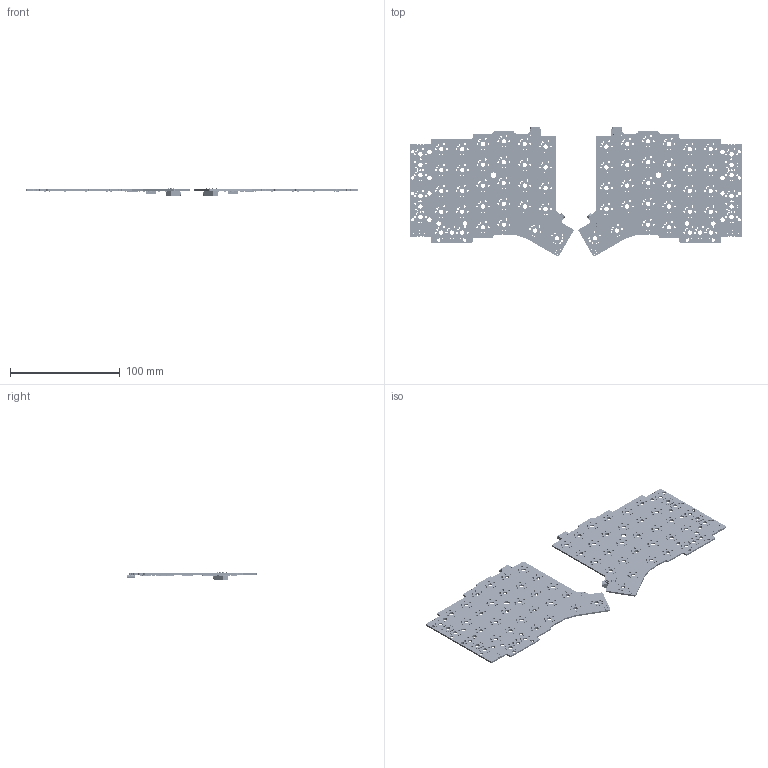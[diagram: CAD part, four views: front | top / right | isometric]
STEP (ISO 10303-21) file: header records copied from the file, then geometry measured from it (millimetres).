
FILE_DESCRIPTION(/* description */ (''),/* implementation_level */ '2;1');
FILE_NAME(/* name */ 'PCB v3.step',/* time_stamp */ '2018-11-09T23:20:11-08:00',/* author */ ('ryotagoto'),/* organization */ (''),/* preprocessor_version */ 'ST-DEVELOPER v17.2',/* originating_system */ 'Autodesk Translation Framework v7.6.0.251',/* authorisation */ '');
FILE_SCHEMA (('AUTOMOTIVE_DESIGN { 1 0 10303 214 3 1 1 }'));
Products named in the file (18): PCB; HRO__TYPE-C-31-M-12; SOLID (5); SOT-143; SOLID (4); D_SOD-123; SOLID (3); D_1206_3216Metric; SOLID (1); PJ-3200B; COMPOUND; QFN-44-1EP_7x7mm_P0.5mm_EP5.15x5; SOLID (6); C_0603; SOLID (2); R_0805; SOLID; COMPOUND (1)
Assembly tree (193 placements, depth 3):
  PCB
    HRO__TYPE-C-31-M-12  x2
      SOLID (5)
    D_SOD-123  x68
      SOLID (3)
    SOT-143  x2
      SOLID (4)
    PJ-3200B  x2
      COMPOUND
    D_1206_3216Metric  x2
      SOLID (1)
    R_0805  x92
      SOLID
    QFN-44-1EP_7x7mm_P0.5mm_EP5.15x5  x2
      SOLID (6)
    C_0603  x14
      SOLID (2)
    COMPOUND (1)
Bounding box: 303.21 x 117.92 x 8 mm (x, y, z)
Volume: 39706 mm3; surface area: 60103.2 mm2
Topology: 194 solids, 194 shells, 9584 faces, 25408 edges, 16320 vertices
Faces by surface type: plane 6986, cylinder 2546, cone 20, bspline 16, sphere 8, torus 8
Full cylindrical faces by diameter (mm): 0.5 x6, 0.65 x4, 0.9 x12, 1 x16, 1.04 x148, 1.47 x150, 1.5 x4, 1.75 x140, 3.048 x12, 3.6 x2, 3.988 x86, 5 x4
Entity records: 74629 total; most frequent: DIRECTION 13182, CARTESIAN_POINT 13172, ORIENTED_EDGE 12236, EDGE_CURVE 6118, AXIS2_PLACEMENT_3D 5132, VERTEX_POINT 4418, CIRCLE 3188, EDGE_LOOP 3080
